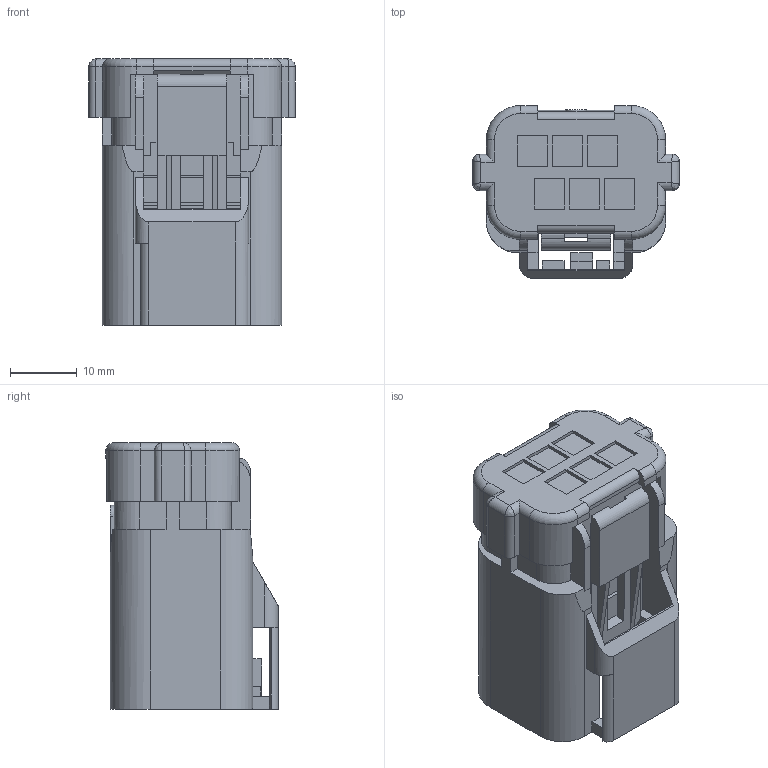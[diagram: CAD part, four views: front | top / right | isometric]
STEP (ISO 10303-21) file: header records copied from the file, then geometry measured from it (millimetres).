
FILE_DESCRIPTION(/* description */ (''),/* implementation_level */ '2;1');
FILE_NAME(/* name */ '35231403-STEP-3D.stp',/* time_stamp */ '2021-04-05T13:05:52+06:00',/* author */ (''),/* organization */ (''),/* preprocessor_version */ 'ST-DEVELOPER v16.7',/* originating_system */ 'SIEMENS PLM Software NX 12.0',/* authorisation */ '');
FILE_SCHEMA (('AUTOMOTIVE_DESIGN { 1 0 10303 214 3 1 1 1 }'));
Length unit declared in the file: millimetre
Products named in the file (1): cjzt235031832nv4
Bounding box: 31 x 25.89 x 40 mm (x, y, z)
Volume: 15655.3 mm3; surface area: 9806.9 mm2
Topology: 1 solids, 1 shells, 360 faces, 999 edges, 650 vertices
Faces by surface type: plane 272, cylinder 78, bspline 6, torus 4
Entity records: 12888 total; most frequent: CARTESIAN_POINT 3598, ORIENTED_EDGE 1998, DIRECTION 1829, EDGE_CURVE 999, LINE 789, VECTOR 789, VERTEX_POINT 650, AXIS2_PLACEMENT_3D 520
